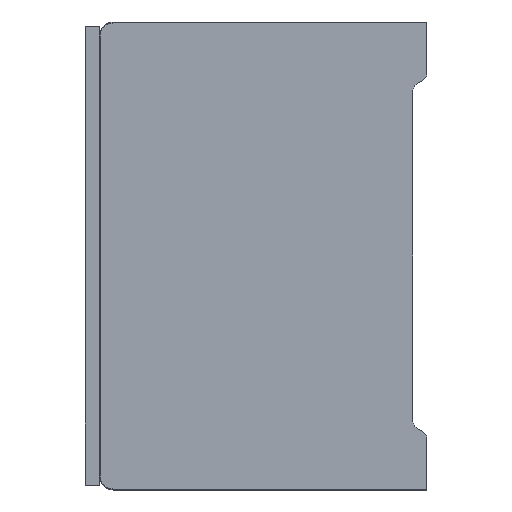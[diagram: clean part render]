
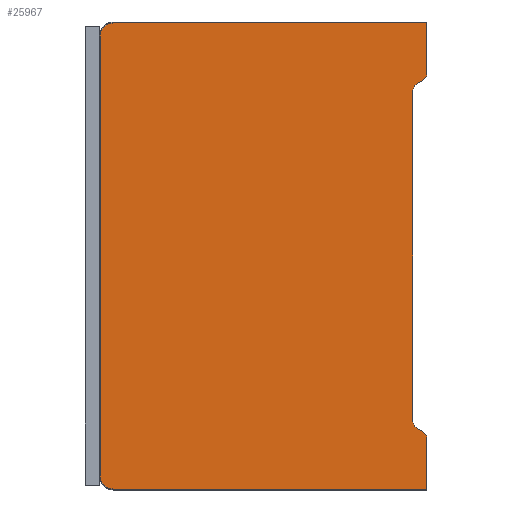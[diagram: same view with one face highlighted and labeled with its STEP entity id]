
A CAD part, left-side view. The second image highlights one B-rep face of the part: STEP entity #25967.
In plain terms, the highlighted planar face has unit normal (-1, 0, 0).
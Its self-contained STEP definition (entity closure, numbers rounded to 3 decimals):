
#5463=DIRECTION('',(0.,0.,1.));
#5464=VECTOR('',#5463,10.8);
#5465=CARTESIAN_POINT('',(0.,0.,-99.8));
#5466=LINE('',#5465,#5464);
#5483=DIRECTION('',(0.,0.,1.));
#5484=VECTOR('',#5483,70.226);
#5485=CARTESIAN_POINT('',(0.,3.,-85.113));
#5486=LINE('',#5485,#5484);
#5511=CARTESIAN_POINT('',(0.,67.,-97.));
#5512=DIRECTION('',(1.,0.,0.));
#5513=DIRECTION('',(0.,0.,-1.));
#5514=AXIS2_PLACEMENT_3D('',#5511,#5512,#5513);
#5516=CARTESIAN_POINT('',(0.,67.,-3.));
#5517=DIRECTION('',(1.,0.,0.));
#5518=DIRECTION('',(0.,1.,0.));
#5519=AXIS2_PLACEMENT_3D('',#5516,#5517,#5518);
#5521=CARTESIAN_POINT('',(0.,1.732,-11.));
#5522=DIRECTION('',(1.,0.,0.));
#5523=DIRECTION('',(0.,-1.,0.));
#5524=AXIS2_PLACEMENT_3D('',#5521,#5522,#5523);
#5526=DIRECTION('',(0.,0.866,-0.5));
#5527=VECTOR('',#5526,1.309);
#5528=CARTESIAN_POINT('',(0.,0.866,-12.5));
#5529=LINE('',#5528,#5527);
#5530=CARTESIAN_POINT('',(0.,1.,-14.887));
#5531=DIRECTION('',(-1.,0.,0.));
#5532=DIRECTION('',(0.,0.5,0.866));
#5533=AXIS2_PLACEMENT_3D('',#5530,#5531,#5532);
#5535=CARTESIAN_POINT('',(0.,1.,-85.113));
#5536=DIRECTION('',(-1.,0.,0.));
#5537=DIRECTION('',(0.,1.,0.));
#5538=AXIS2_PLACEMENT_3D('',#5535,#5536,#5537);
#5540=DIRECTION('',(0.,-0.866,-0.5));
#5541=VECTOR('',#5540,1.309);
#5542=CARTESIAN_POINT('',(0.,2.,
-86.845));
#5543=LINE('',#5542,#5541);
#5544=CARTESIAN_POINT('',(0.,1.732,-89.));
#5545=DIRECTION('',(1.,0.,0.));
#5546=DIRECTION('',(0.,-0.5,0.866));
#5547=AXIS2_PLACEMENT_3D('',#5544,#5545,#5546);
#5553=DIRECTION('',(0.,-1.,0.));
#5554=VECTOR('',#5553,67.);
#5555=CARTESIAN_POINT('',(0.,67.,
-99.8));
#5556=LINE('',#5555,#5554);
#15624=DIRECTION('',(0.,0.,-1.));
#15625=VECTOR('',#15624,94.);
#15626=CARTESIAN_POINT('',(0.,69.8,
-3.));
#15627=LINE('',#15626,#15625);
#15632=DIRECTION('',(0.,1.,0.));
#15633=VECTOR('',#15632,67.);
#15634=CARTESIAN_POINT('',(0.,0.,-0.2));
#15635=LINE('',#15634,#15633);
#15640=DIRECTION('',(0.,0.,1.));
#15641=VECTOR('',#15640,10.8);
#15642=CARTESIAN_POINT('',(0.,0.,-11.));
#15643=LINE('',#15642,#15641);
#16305=CARTESIAN_POINT('',(0.,67.,
-99.8));
#16306=CARTESIAN_POINT('',(0.,69.8,
-97.));
#16307=VERTEX_POINT('',#16305);
#16308=VERTEX_POINT('',#16306);
#16309=CARTESIAN_POINT('',(0.,0.,-99.8));
#16310=VERTEX_POINT('',#16309);
#16311=CARTESIAN_POINT('',(0.,69.8,
-3.));
#16312=VERTEX_POINT('',#16311);
#16313=CARTESIAN_POINT('',(0.,67.,
-0.2));
#16314=VERTEX_POINT('',#16313);
#16315=CARTESIAN_POINT('',(0.,0.,-0.2));
#16316=VERTEX_POINT('',#16315);
#16317=CARTESIAN_POINT('',(0.,0.,-11.));
#16318=VERTEX_POINT('',#16317);
#16319=CARTESIAN_POINT('',(0.,0.866,-12.5));
#16320=VERTEX_POINT('',#16319);
#16321=CARTESIAN_POINT('',(0.,2.,
-13.155));
#16322=VERTEX_POINT('',#16321);
#16323=CARTESIAN_POINT('',(0.,3.,-14.887));
#16324=VERTEX_POINT('',#16323);
#16325=CARTESIAN_POINT('',(0.,3.,-85.113));
#16326=VERTEX_POINT('',#16325);
#16327=CARTESIAN_POINT('',(0.,2.,
-86.845));
#16328=VERTEX_POINT('',#16327);
#16329=CARTESIAN_POINT('',(0.,0.866,-87.5));
#16330=VERTEX_POINT('',#16329);
#16331=CARTESIAN_POINT('',(0.,0.,-89.));
#16332=VERTEX_POINT('',#16331);
#25937=CARTESIAN_POINT('',(0.,34.9,-50.));
#25938=DIRECTION('',(1.,0.,0.));
#25939=DIRECTION('',(0.,0.,1.));
#25940=AXIS2_PLACEMENT_3D('',#25937,#25938,#25939);
#25941=PLANE('',#25940);
#25943=ORIENTED_EDGE('',*,*,#25942,.F.);
#25945=ORIENTED_EDGE('',*,*,#25944,.T.);
#25947=ORIENTED_EDGE('',*,*,#25946,.F.);
#25949=ORIENTED_EDGE('',*,*,#25948,.T.);
#25951=ORIENTED_EDGE('',*,*,#25950,.F.);
#25953=ORIENTED_EDGE('',*,*,#25952,.F.);
#25955=ORIENTED_EDGE('',*,*,#25954,.T.);
#25957=ORIENTED_EDGE('',*,*,#25956,.T.);
#25959=ORIENTED_EDGE('',*,*,#25958,.T.);
#25960=ORIENTED_EDGE('',*,*,#25916,.F.);
#25961=ORIENTED_EDGE('',*,*,#25905,.T.);
#25962=ORIENTED_EDGE('',*,*,#25890,.T.);
#25963=ORIENTED_EDGE('',*,*,#25875,.T.);
#25964=ORIENTED_EDGE('',*,*,#25860,.F.);
#25965=EDGE_LOOP('',(#25943,#25945,#25947,#25949,#25951,#25953,#25955,#25957,
#25959,#25960,#25961,#25962,#25963,#25964));
#25966=FACE_OUTER_BOUND('',#25965,.F.);
#5515=CIRCLE('',#5514,2.8);
#5520=CIRCLE('',#5519,2.8);
#5525=CIRCLE('',#5524,1.732);
#5534=CIRCLE('',#5533,2.);
#5539=CIRCLE('',#5538,2.);
#5548=CIRCLE('',#5547,1.732);
#25860=EDGE_CURVE('',#16310,#16332,#5466,.T.);
#25875=EDGE_CURVE('',#16330,#16332,#5548,.T.);
#25890=EDGE_CURVE('',#16328,#16330,#5543,.T.);
#25905=EDGE_CURVE('',#16326,#16328,#5539,.T.);
#25916=EDGE_CURVE('',#16326,#16324,#5486,.T.);
#25942=EDGE_CURVE('',#16307,#16310,#5556,.T.);
#25944=EDGE_CURVE('',#16307,#16308,#5515,.T.);
#25946=EDGE_CURVE('',#16312,#16308,#15627,.T.);
#25948=EDGE_CURVE('',#16312,#16314,#5520,.T.);
#25950=EDGE_CURVE('',#16316,#16314,#15635,.T.);
#25952=EDGE_CURVE('',#16318,#16316,#15643,.T.);
#25954=EDGE_CURVE('',#16318,#16320,#5525,.T.);
#25956=EDGE_CURVE('',#16320,#16322,#5529,.T.);
#25958=EDGE_CURVE('',#16322,#16324,#5534,.T.);
#25967=ADVANCED_FACE('',(#25966),#25941,.F.);
